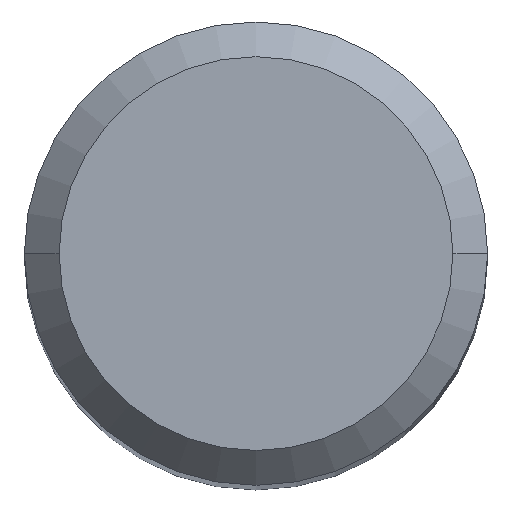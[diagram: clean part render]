
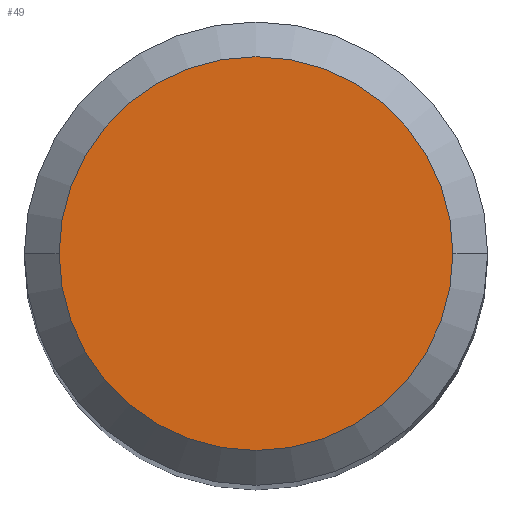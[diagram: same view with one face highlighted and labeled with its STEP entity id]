
A CAD part, top view. The second image highlights one B-rep face of the part: STEP entity #49.
In plain terms, the highlighted planar face has unit normal (0, 0, 1).
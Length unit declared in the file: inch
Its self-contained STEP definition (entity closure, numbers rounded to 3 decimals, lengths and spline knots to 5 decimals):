
#25 = AXIS2_PLACEMENT_3D ( 'NONE', #106, #254, #26 ) ;
#26 = DIRECTION ( 'NONE',  ( 1., 0., 0. ) ) ;
#49 = ADVANCED_FACE ( 'NONE', ( #65 ), #325, .F. ) ;
#65 = FACE_OUTER_BOUND ( 'NONE', #425, .T. ) ;
#84 = DIRECTION ( 'NONE',  ( 0., 0., 1. ) ) ;
#97 = ORIENTED_EDGE ( 'NONE', *, *, #378, .T. ) ;
#99 = CARTESIAN_POINT ( 'NONE',  ( 0., 0., 0. ) ) ;
#106 = CARTESIAN_POINT ( 'NONE',  ( 0., 0., 0. ) ) ;
#110 = DIRECTION ( 'NONE',  ( -1., 0., 0. ) ) ;
#123 = ORIENTED_EDGE ( 'NONE', *, *, #156, .T. ) ;
#138 = CIRCLE ( 'NONE', #332, 0.20077 ) ;
#156 = EDGE_CURVE ( 'NONE', #204, #173, #138, .T. ) ;
#173 = VERTEX_POINT ( 'NONE', #303 ) ;
#186 = DIRECTION ( 'NONE',  ( 0., 0., -1. ) ) ;
#198 = CARTESIAN_POINT ( 'NONE',  ( 0., 0., 0. ) ) ;
#204 = VERTEX_POINT ( 'NONE', #307 ) ;
#222 = CIRCLE ( 'NONE', #25, 0.20077 ) ;
#254 = DIRECTION ( 'NONE',  ( 0., 0., 1. ) ) ;
#303 = CARTESIAN_POINT ( 'NONE',  ( -0.20077, 0., 0. ) ) ;
#307 = CARTESIAN_POINT ( 'NONE',  ( 0.20077, 0., 0. ) ) ;
#325 = PLANE ( 'NONE',  #464 ) ;
#332 = AXIS2_PLACEMENT_3D ( 'NONE', #198, #84, #406 ) ;
#378 = EDGE_CURVE ( 'NONE', #173, #204, #222, .T. ) ;
#406 = DIRECTION ( 'NONE',  ( 1., 0., 0. ) ) ;
#425 = EDGE_LOOP ( 'NONE', ( #97, #123 ) ) ;
#464 = AXIS2_PLACEMENT_3D ( 'NONE', #99, #186, #110 ) ;
